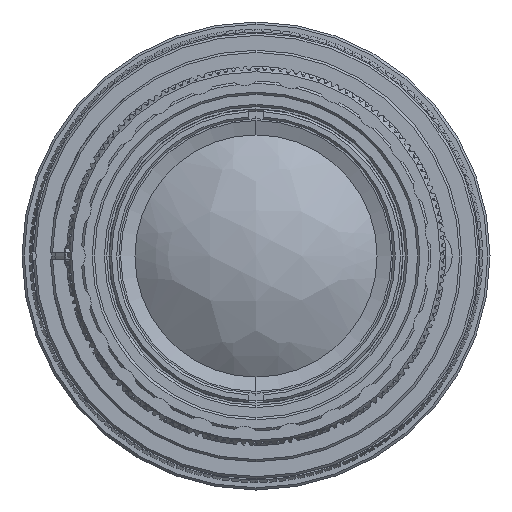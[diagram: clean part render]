
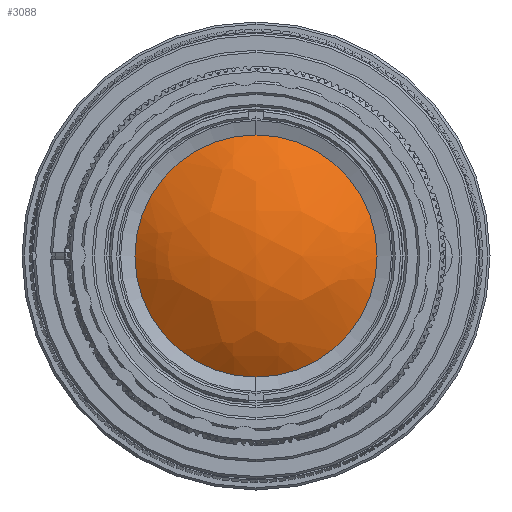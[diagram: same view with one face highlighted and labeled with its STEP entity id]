
A CAD part, left-side view. The second image highlights one B-rep face of the part: STEP entity #3088.
In plain terms, the highlighted free-form (B-spline) face has degree [3, 3] with [4, 4] control points.
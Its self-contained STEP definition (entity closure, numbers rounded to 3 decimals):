
#148 = CARTESIAN_POINT ( 'NONE',  ( -63.368, -6.62, 6.998 ) ) ;
#3088 = ADVANCED_FACE ( 'NONE', ( #11854 ), #64847, .T. ) ;
#5168 = EDGE_LOOP ( 'NONE', ( #6973, #60008 ) ) ;
#5975 = DIRECTION ( 'NONE',  ( 0., 0., 1. ) ) ;
#6572 = CARTESIAN_POINT ( 'NONE',  ( -48.58, -17.103, 13.537 ) ) ;
#6973 = ORIENTED_EDGE ( 'NONE', *, *, #56017, .T. ) ;
#11138 = EDGE_CURVE ( 'NONE', #65336, #38575, #52783, .T. ) ;
#11854 = FACE_OUTER_BOUND ( 'NONE', #5168, .T. ) ;
#13210 = CARTESIAN_POINT ( 'NONE',  ( -48.623, 17.032, 13.569 ) ) ;
#19049 = CARTESIAN_POINT ( 'NONE',  ( -54.948, 6.524, 18.297 ) ) ;
#20711 = CARTESIAN_POINT ( 'NONE',  ( -53.306, 0., -16.8 ) ) ;
#23208 = CARTESIAN_POINT ( 'NONE',  ( -53.306, 0., 0. ) ) ;
#25165 = CARTESIAN_POINT ( 'NONE',  ( -54.869, 17.032, -5.264 ) ) ;
#25431 = CARTESIAN_POINT ( 'NONE',  ( -54.884, 17.032, 5.193 ) ) ;
#27553 = CARTESIAN_POINT ( 'NONE',  ( -53.306, 0., 16.8 ) ) ;
#31306 = CARTESIAN_POINT ( 'NONE',  ( -63.39, 6.524, 7.003 ) ) ;
#34856 = CIRCLE ( 'NONE', #55705, 16.8 ) ;
#35489 = DIRECTION ( 'NONE',  ( -1., 0., 0. ) ) ;
#38484 = CARTESIAN_POINT ( 'NONE',  ( -54.895, 6.524, -18.368 ) ) ;
#38575 = VERTEX_POINT ( 'NONE', #27553 ) ;
#41887 = AXIS2_PLACEMENT_3D ( 'NONE', #50720, #69633, #5975 ) ;
#44321 = CARTESIAN_POINT ( 'NONE',  ( -54.826, -17.103, 5.181 ) ) ;
#44860 = CARTESIAN_POINT ( 'NONE',  ( -48.541, -17.103, -13.589 ) ) ;
#50492 = CARTESIAN_POINT ( 'NONE',  ( -54.811, -17.103, -5.251 ) ) ;
#50720 = CARTESIAN_POINT ( 'NONE',  ( -53.306, 0., 0. ) ) ;
#51029 = CARTESIAN_POINT ( 'NONE',  ( -63.348, -6.62, -7.093 ) ) ;
#52783 = CIRCLE ( 'NONE', #41887, 16.8 ) ;
#55705 = AXIS2_PLACEMENT_3D ( 'NONE', #23208, #35489, #79836 ) ;
#56017 = EDGE_CURVE ( 'NONE', #38575, #65336, #34856, .T. ) ;
#60008 = ORIENTED_EDGE ( 'NONE', *, *, #11138, .T. ) ;
#63005 = CARTESIAN_POINT ( 'NONE',  ( -48.584, 17.032, -13.621 ) ) ;
#64847 =( BOUNDED_SURFACE ( )  B_SPLINE_SURFACE ( 3, 3, ( 
 ( #63005, #25165, #25431, #13210 ),
 ( #38484, #76518, #31306, #19049 ),
 ( #75744, #51029, #148, #69948 ),
 ( #44860, #50492, #44321, #6572 ) ),
 .UNSPECIFIED., .F., .F., .F. ) 
 B_SPLINE_SURFACE_WITH_KNOTS ( ( 4, 4 ),
 ( 4, 4 ),
 ( 0., 1. ),
 ( 0., 1. ),
 .UNSPECIFIED. ) 
 GEOMETRIC_REPRESENTATION_ITEM ( )  RATIONAL_B_SPLINE_SURFACE ( (
 ( 1., 0.867, 0.867, 1.),
 ( 0.866, 0.75, 0.75, 0.866),
 ( 0.866, 0.75, 0.75, 0.866),
 ( 1., 0.867, 0.867, 1.) ) ) 
 REPRESENTATION_ITEM ( '' )  SURFACE ( )  );
#65336 = VERTEX_POINT ( 'NONE', #20711 ) ;
#69633 = DIRECTION ( 'NONE',  ( -1., 0., 0. ) ) ;
#69948 = CARTESIAN_POINT ( 'NONE',  ( -54.931, -6.62, 18.285 ) ) ;
#75744 = CARTESIAN_POINT ( 'NONE',  ( -54.879, -6.62, -18.355 ) ) ;
#76518 = CARTESIAN_POINT ( 'NONE',  ( -63.37, 6.524, -7.098 ) ) ;
#79836 = DIRECTION ( 'NONE',  ( 0., 0., 1. ) ) ;
